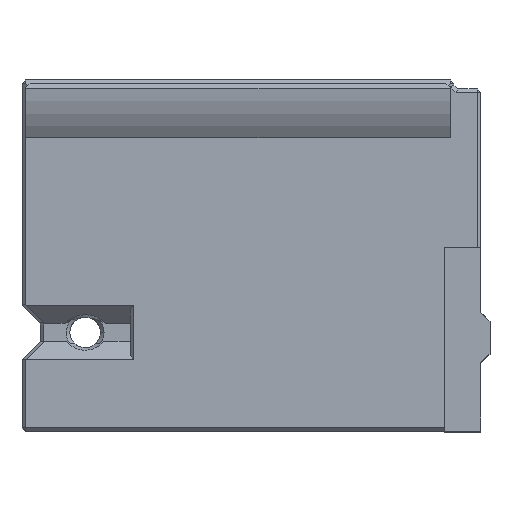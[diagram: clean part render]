
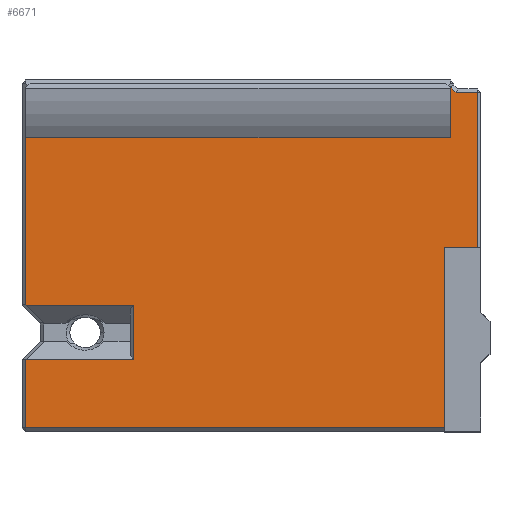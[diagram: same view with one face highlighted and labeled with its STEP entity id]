
A CAD part, top view. The second image highlights one B-rep face of the part: STEP entity #6671.
In plain terms, the highlighted planar face has unit normal (0, 0, 1).
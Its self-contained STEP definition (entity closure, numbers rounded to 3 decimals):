
#163 = DIRECTION ( 'NONE',  ( 0., 1., 0. ) ) ;
#241 = ORIENTED_EDGE ( 'NONE', *, *, #2800, .T. ) ;
#352 = ORIENTED_EDGE ( 'NONE', *, *, #2162, .T. ) ;
#376 = CARTESIAN_POINT ( 'NONE',  ( -3.4, 38.1, 4.2 ) ) ;
#408 = CARTESIAN_POINT ( 'NONE',  ( -50.41, 8., 4.2 ) ) ;
#412 = CARTESIAN_POINT ( 'NONE',  ( -50.5, 0., 4.2 ) ) ;
#429 = AXIS2_PLACEMENT_3D ( 'NONE', #3967, #5220, #3298 ) ;
#528 = LINE ( 'NONE', #3732, #4682 ) ;
#607 = DIRECTION ( 'NONE',  ( -1., 0., 0. ) ) ;
#615 = VERTEX_POINT ( 'NONE', #1346 ) ;
#624 = VERTEX_POINT ( 'NONE', #5755 ) ;
#718 = ORIENTED_EDGE ( 'NONE', *, *, #2405, .T. ) ;
#800 = VECTOR ( 'NONE', #6973, 1000. ) ;
#820 = ORIENTED_EDGE ( 'NONE', *, *, #5437, .T. ) ;
#869 = LINE ( 'NONE', #2065, #800 ) ;
#921 = LINE ( 'NONE', #6954, #4803 ) ;
#1025 = EDGE_CURVE ( 'NONE', #615, #6409, #4862, .T. ) ;
#1201 = VECTOR ( 'NONE', #5368, 1000. ) ;
#1203 = VERTEX_POINT ( 'NONE', #4093 ) ;
#1346 = CARTESIAN_POINT ( 'NONE',  ( -50.41, 14., 4.2 ) ) ;
#1478 = VERTEX_POINT ( 'NONE', #3441 ) ;
#1542 = LINE ( 'NONE', #7531, #3796 ) ;
#1602 = CARTESIAN_POINT ( 'NONE',  ( -50.5, 0.4, 4.2 ) ) ;
#1604 = VECTOR ( 'NONE', #607, 1000. ) ;
#1622 = LINE ( 'NONE', #7165, #6871 ) ;
#1751 = DIRECTION ( 'NONE',  ( -0.894, -0.447, 0. ) ) ;
#1763 = ORIENTED_EDGE ( 'NONE', *, *, #4825, .T. ) ;
#1838 = CARTESIAN_POINT ( 'NONE',  ( -38.5, 14., 4.2 ) ) ;
#1909 = LINE ( 'NONE', #7449, #6623 ) ;
#1993 = ORIENTED_EDGE ( 'NONE', *, *, #2668, .T. ) ;
#2003 = EDGE_CURVE ( 'NONE', #1203, #7194, #869, .T. ) ;
#2043 = VERTEX_POINT ( 'NONE', #3506 ) ;
#2065 = CARTESIAN_POINT ( 'NONE',  ( -4., 20.4, 4.2 ) ) ;
#2117 = VERTEX_POINT ( 'NONE', #376 ) ;
#2162 = EDGE_CURVE ( 'NONE', #3746, #4565, #2871, .T. ) ;
#2215 = VECTOR ( 'NONE', #3976, 1000. ) ;
#2299 = CARTESIAN_POINT ( 'NONE',  ( -50.5, 7.955, 4.2 ) ) ;
#2397 = EDGE_CURVE ( 'NONE', #7194, #1478, #5666, .T. ) ;
#2405 = EDGE_CURVE ( 'NONE', #6409, #4151, #3857, .T. ) ;
#2408 = DIRECTION ( 'NONE',  ( 1., 0., 0. ) ) ;
#2485 = CARTESIAN_POINT ( 'NONE',  ( -2.6, 37.6, 4.2 ) ) ;
#2610 = CARTESIAN_POINT ( 'NONE',  ( -4., 0.4, 4.2 ) ) ;
#2668 = EDGE_CURVE ( 'NONE', #1478, #2043, #7354, .T. ) ;
#2698 = CARTESIAN_POINT ( 'NONE',  ( -38.5, 0., 4.2 ) ) ;
#2711 = ORIENTED_EDGE ( 'NONE', *, *, #4182, .T. ) ;
#2787 = EDGE_CURVE ( 'NONE', #624, #2117, #921, .T. ) ;
#2800 = EDGE_CURVE ( 'NONE', #5944, #1203, #3332, .T. ) ;
#2810 = PLANE ( 'NONE',  #429 ) ;
#2871 = LINE ( 'NONE', #412, #7341 ) ;
#2996 = CARTESIAN_POINT ( 'NONE',  ( -50.5, 0., 4.2 ) ) ;
#3069 = CARTESIAN_POINT ( 'NONE',  ( -38.5, 8., 4.2 ) ) ;
#3107 = DIRECTION ( 'NONE',  ( 0., -1., 0. ) ) ;
#3126 = ORIENTED_EDGE ( 'NONE', *, *, #2787, .F. ) ;
#3203 = EDGE_CURVE ( 'NONE', #2043, #4662, #1622, .T. ) ;
#3204 = VERTEX_POINT ( 'NONE', #408 ) ;
#3298 = DIRECTION ( 'NONE',  ( 1., 0., 0. ) ) ;
#3332 = LINE ( 'NONE', #2610, #4419 ) ;
#3337 = DIRECTION ( 'NONE',  ( 0.894, -0.447, 0. ) ) ;
#3441 = CARTESIAN_POINT ( 'NONE',  ( -0.4, 37.6, 4.2 ) ) ;
#3506 = CARTESIAN_POINT ( 'NONE',  ( -2.766, 37.6, 4.2 ) ) ;
#3654 = VECTOR ( 'NONE', #3107, 1000. ) ;
#3732 = CARTESIAN_POINT ( 'NONE',  ( -50.9, 0.4, 4.2 ) ) ;
#3744 = CARTESIAN_POINT ( 'NONE',  ( -54.002, 6.204, 4.2 ) ) ;
#3746 = VERTEX_POINT ( 'NONE', #4240 ) ;
#3787 = VECTOR ( 'NONE', #3337, 1000. ) ;
#3796 = VECTOR ( 'NONE', #6288, 1000. ) ;
#3850 = DIRECTION ( 'NONE',  ( 0., 1., 0. ) ) ;
#3857 = LINE ( 'NONE', #2698, #2215 ) ;
#3967 = CARTESIAN_POINT ( 'NONE',  ( -50.9, 0., 4.2 ) ) ;
#3976 = DIRECTION ( 'NONE',  ( 0., -1., 0. ) ) ;
#4038 = ORIENTED_EDGE ( 'NONE', *, *, #4539, .T. ) ;
#4093 = CARTESIAN_POINT ( 'NONE',  ( -4., 20.4, 4.2 ) ) ;
#4109 = EDGE_CURVE ( 'NONE', #3204, #7610, #6766, .T. ) ;
#4151 = VERTEX_POINT ( 'NONE', #3069 ) ;
#4182 = EDGE_CURVE ( 'NONE', #4662, #2117, #5438, .T. ) ;
#4240 = CARTESIAN_POINT ( 'NONE',  ( -50.5, 32.6, 4.2 ) ) ;
#4395 = DIRECTION ( 'NONE',  ( 1., 0., 0. ) ) ;
#4419 = VECTOR ( 'NONE', #5014, 1000. ) ;
#4446 = EDGE_LOOP ( 'NONE', ( #3126, #7489, #352, #1763, #6034, #718, #820, #4886, #6532, #4038, #241, #6066, #6133, #1993, #7275, #2711 ) ) ;
#4539 = EDGE_CURVE ( 'NONE', #6338, #5944, #528, .T. ) ;
#4565 = VERTEX_POINT ( 'NONE', #5427 ) ;
#4662 = VERTEX_POINT ( 'NONE', #5019 ) ;
#4682 = VECTOR ( 'NONE', #2408, 1000. ) ;
#4803 = VECTOR ( 'NONE', #3850, 1000. ) ;
#4825 = EDGE_CURVE ( 'NONE', #4565, #615, #6514, .T. ) ;
#4862 = LINE ( 'NONE', #7319, #6579 ) ;
#4886 = ORIENTED_EDGE ( 'NONE', *, *, #4109, .T. ) ;
#5014 = DIRECTION ( 'NONE',  ( 0., 1., 0. ) ) ;
#5019 = CARTESIAN_POINT ( 'NONE',  ( -3.4, 38.234, 4.2 ) ) ;
#5220 = DIRECTION ( 'NONE',  ( 0., 0., 1. ) ) ;
#5228 = CARTESIAN_POINT ( 'NONE',  ( -45.202, 11.396, 4.2 ) ) ;
#5270 = DIRECTION ( 'NONE',  ( -0.707, 0.707, 0. ) ) ;
#5284 = LINE ( 'NONE', #2996, #1201 ) ;
#5299 = EDGE_CURVE ( 'NONE', #3746, #624, #1909, .T. ) ;
#5315 = DIRECTION ( 'NONE',  ( 0., -1., 0. ) ) ;
#5368 = DIRECTION ( 'NONE',  ( 0., -1., 0. ) ) ;
#5383 = CARTESIAN_POINT ( 'NONE',  ( -4., 0.4, 4.2 ) ) ;
#5427 = CARTESIAN_POINT ( 'NONE',  ( -50.5, 14.045, 4.2 ) ) ;
#5437 = EDGE_CURVE ( 'NONE', #4151, #3204, #1542, .T. ) ;
#5438 = LINE ( 'NONE', #7889, #3654 ) ;
#5666 = LINE ( 'NONE', #7041, #5673 ) ;
#5673 = VECTOR ( 'NONE', #163, 1000. ) ;
#5714 = VECTOR ( 'NONE', #1751, 1000. ) ;
#5755 = CARTESIAN_POINT ( 'NONE',  ( -3.4, 32.6, 4.2 ) ) ;
#5944 = VERTEX_POINT ( 'NONE', #5383 ) ;
#6034 = ORIENTED_EDGE ( 'NONE', *, *, #1025, .T. ) ;
#6066 = ORIENTED_EDGE ( 'NONE', *, *, #2003, .T. ) ;
#6133 = ORIENTED_EDGE ( 'NONE', *, *, #2397, .T. ) ;
#6148 = DIRECTION ( 'NONE',  ( 1., 0., 0. ) ) ;
#6288 = DIRECTION ( 'NONE',  ( -1., 0., 0. ) ) ;
#6338 = VERTEX_POINT ( 'NONE', #1602 ) ;
#6409 = VERTEX_POINT ( 'NONE', #1838 ) ;
#6514 = LINE ( 'NONE', #5228, #3787 ) ;
#6532 = ORIENTED_EDGE ( 'NONE', *, *, #7233, .T. ) ;
#6579 = VECTOR ( 'NONE', #6148, 1000. ) ;
#6623 = VECTOR ( 'NONE', #4395, 1000. ) ;
#6671 = ADVANCED_FACE ( 'NONE', ( #7628 ), #2810, .T. ) ;
#6766 = LINE ( 'NONE', #3744, #5714 ) ;
#6871 = VECTOR ( 'NONE', #5270, 1000. ) ;
#6954 = CARTESIAN_POINT ( 'NONE',  ( -3.4, 38.6, 4.2 ) ) ;
#6973 = DIRECTION ( 'NONE',  ( 1., 0., 0. ) ) ;
#7041 = CARTESIAN_POINT ( 'NONE',  ( -0.4, 38., 4.2 ) ) ;
#7165 = CARTESIAN_POINT ( 'NONE',  ( -8.033, 42.867, 4.2 ) ) ;
#7194 = VERTEX_POINT ( 'NONE', #7851 ) ;
#7233 = EDGE_CURVE ( 'NONE', #7610, #6338, #5284, .T. ) ;
#7275 = ORIENTED_EDGE ( 'NONE', *, *, #3203, .T. ) ;
#7319 = CARTESIAN_POINT ( 'NONE',  ( -50.9, 14., 4.2 ) ) ;
#7341 = VECTOR ( 'NONE', #5315, 1000. ) ;
#7354 = LINE ( 'NONE', #2485, #1604 ) ;
#7449 = CARTESIAN_POINT ( 'NONE',  ( -50.5, 32.6, 4.2 ) ) ;
#7489 = ORIENTED_EDGE ( 'NONE', *, *, #5299, .F. ) ;
#7531 = CARTESIAN_POINT ( 'NONE',  ( -50.9, 8., 4.2 ) ) ;
#7610 = VERTEX_POINT ( 'NONE', #2299 ) ;
#7628 = FACE_OUTER_BOUND ( 'NONE', #4446, .T. ) ;
#7851 = CARTESIAN_POINT ( 'NONE',  ( -0.4, 20.4, 4.2 ) ) ;
#7889 = CARTESIAN_POINT ( 'NONE',  ( -3.4, 0., 4.2 ) ) ;
